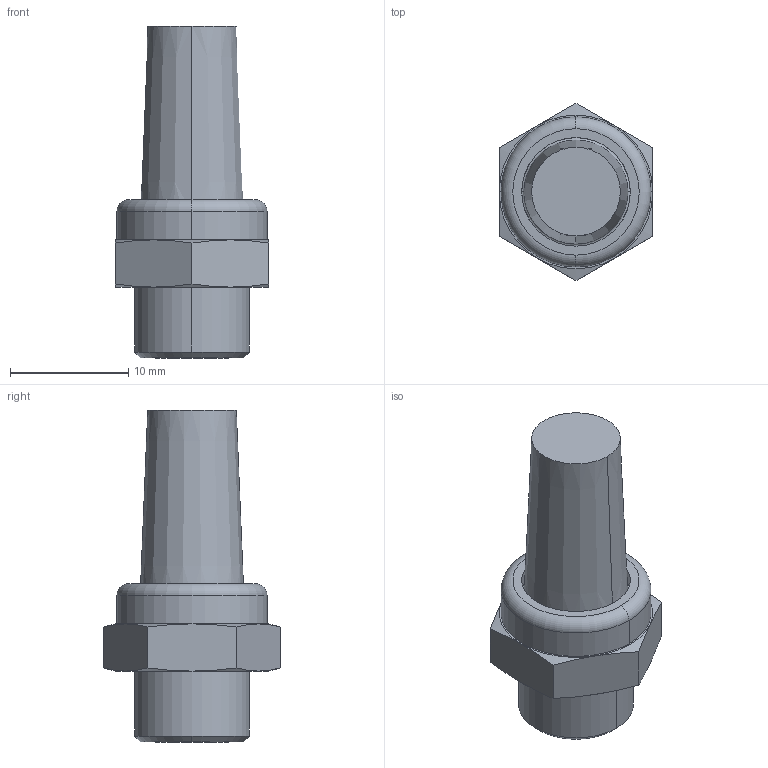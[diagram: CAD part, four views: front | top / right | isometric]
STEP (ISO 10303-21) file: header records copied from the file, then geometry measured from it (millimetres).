
FILE_DESCRIPTION (( 'STEP AP203' ), '1' );
FILE_NAME ('04010001-BE.STEP', '2010-07-19T08:38:04', ( '' ), ( 'sopra-pneumatic' ), 'SwSTEP 2.0', 'SolidWorks 2009', '' );
FILE_SCHEMA (( 'CONFIG_CONTROL_DESIGN' ));
Length unit declared in the file: millimetre
Products named in the file (1): 04010001-BE
Bounding box: 13 x 15.01 x 28.1 mm (x, y, z)
Volume: 1869.3 mm3; surface area: 1802.8 mm2
Topology: 2 solids, 2 shells, 53 faces, 114 edges, 70 vertices
Faces by surface type: cone 18, plane 15, cylinder 14, torus 6
Entity records: 1551 total; most frequent: CARTESIAN_POINT 310, DIRECTION 262, ORIENTED_EDGE 228, AXIS2_PLACEMENT_3D 118, EDGE_CURVE 114, VERTEX_POINT 70, CIRCLE 64, EDGE_LOOP 60
